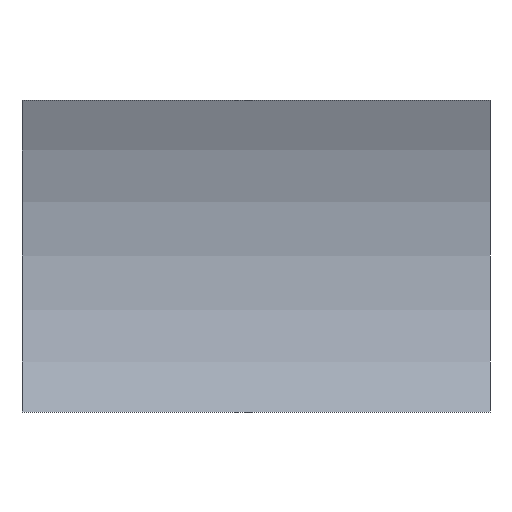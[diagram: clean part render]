
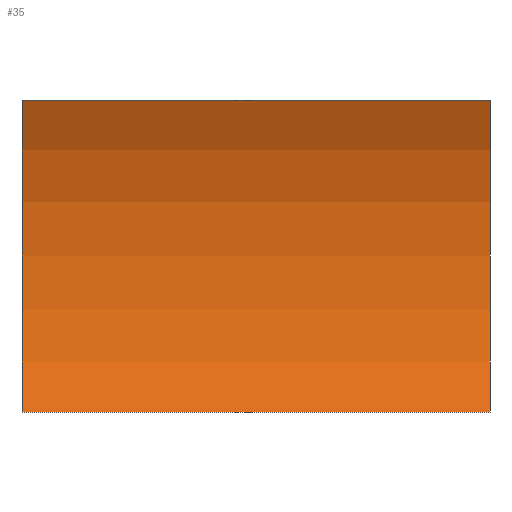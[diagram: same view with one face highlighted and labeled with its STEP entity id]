
A CAD part, left-side view. The second image highlights one B-rep face of the part: STEP entity #35.
In plain terms, the highlighted cylindrical face has radius 22.92 mm (diameter 45.84 mm), a partial arc.
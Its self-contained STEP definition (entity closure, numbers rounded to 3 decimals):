
#1 = DIRECTION ( 'NONE',  ( 0., -1., 0. ) ) ;
#10 = ORIENTED_EDGE ( 'NONE', *, *, #105, .F. ) ;
#18 = VECTOR ( 'NONE', #25, 1000. ) ;
#25 = DIRECTION ( 'NONE',  ( 0., -1., 0. ) ) ;
#28 = VERTEX_POINT ( 'NONE', #129 ) ;
#31 = AXIS2_PLACEMENT_3D ( 'NONE', #143, #44, #72 ) ;
#33 = DIRECTION ( 'NONE',  ( 0., -1., 0. ) ) ;
#34 = ORIENTED_EDGE ( 'NONE', *, *, #180, .T. ) ;
#35 = ADVANCED_FACE ( 'NONE', ( #110 ), #127, .F. ) ;
#44 = DIRECTION ( 'NONE',  ( 0., -1., 0. ) ) ;
#55 = CIRCLE ( 'NONE', #31, 22.92 ) ;
#56 = CARTESIAN_POINT ( 'NONE',  ( -4.297, 30., 20. ) ) ;
#60 = CARTESIAN_POINT ( 'NONE',  ( -4.297, 0., 0. ) ) ;
#63 = VERTEX_POINT ( 'NONE', #60 ) ;
#69 = EDGE_CURVE ( 'NONE', #63, #28, #167, .T. ) ;
#70 = LINE ( 'NONE', #56, #81 ) ;
#72 = DIRECTION ( 'NONE',  ( 0., 0., 1. ) ) ;
#73 = AXIS2_PLACEMENT_3D ( 'NONE', #83, #185, #138 ) ;
#75 = CARTESIAN_POINT ( 'NONE',  ( -24.92, 30., 10. ) ) ;
#80 = CARTESIAN_POINT ( 'NONE',  ( -4.297, 30., 0. ) ) ;
#81 = VECTOR ( 'NONE', #33, 1000. ) ;
#83 = CARTESIAN_POINT ( 'NONE',  ( -24.92, 0., 10. ) ) ;
#85 = DIRECTION ( 'NONE',  ( 0., 0., -1. ) ) ;
#90 = ORIENTED_EDGE ( 'NONE', *, *, #171, .F. ) ;
#92 = EDGE_LOOP ( 'NONE', ( #121, #90, #10, #34 ) ) ;
#105 = EDGE_CURVE ( 'NONE', #147, #130, #55, .T. ) ;
#110 = FACE_OUTER_BOUND ( 'NONE', #92, .T. ) ;
#111 = LINE ( 'NONE', #172, #18 ) ;
#118 = AXIS2_PLACEMENT_3D ( 'NONE', #75, #1, #85 ) ;
#121 = ORIENTED_EDGE ( 'NONE', *, *, #69, .T. ) ;
#127 = CYLINDRICAL_SURFACE ( 'NONE', #118, 22.92 ) ;
#129 = CARTESIAN_POINT ( 'NONE',  ( -4.297, 0., 20. ) ) ;
#130 = VERTEX_POINT ( 'NONE', #150 ) ;
#138 = DIRECTION ( 'NONE',  ( 0., 0., 1. ) ) ;
#143 = CARTESIAN_POINT ( 'NONE',  ( -24.92, 30., 10. ) ) ;
#147 = VERTEX_POINT ( 'NONE', #80 ) ;
#150 = CARTESIAN_POINT ( 'NONE',  ( -4.297, 30., 20. ) ) ;
#167 = CIRCLE ( 'NONE', #73, 22.92 ) ;
#171 = EDGE_CURVE ( 'NONE', #130, #28, #70, .T. ) ;
#172 = CARTESIAN_POINT ( 'NONE',  ( -4.297, 30., 0. ) ) ;
#180 = EDGE_CURVE ( 'NONE', #147, #63, #111, .T. ) ;
#185 = DIRECTION ( 'NONE',  ( 0., -1., 0. ) ) ;
